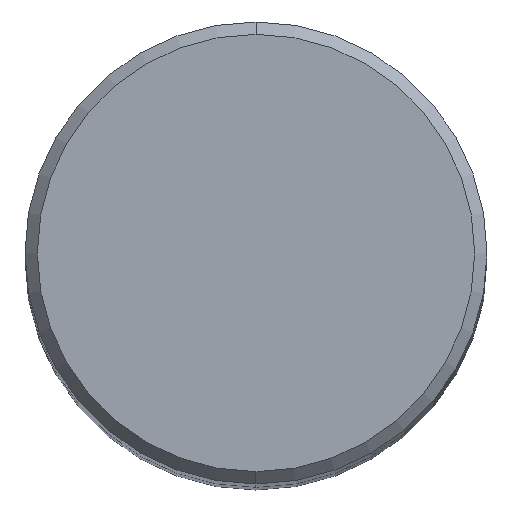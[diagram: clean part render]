
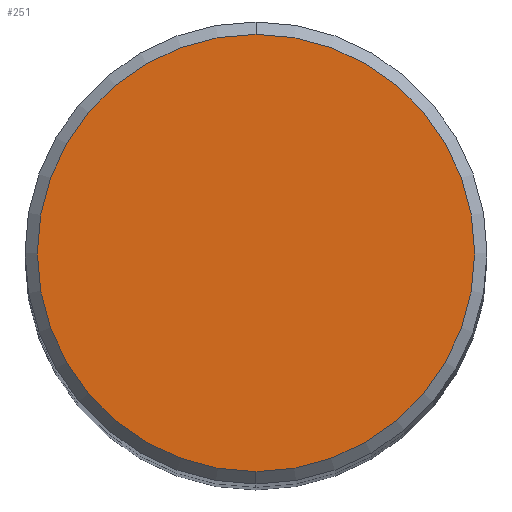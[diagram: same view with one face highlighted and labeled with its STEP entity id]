
A CAD part, top view. The second image highlights one B-rep face of the part: STEP entity #251.
In plain terms, the highlighted planar face has unit normal (0, 0, 1).
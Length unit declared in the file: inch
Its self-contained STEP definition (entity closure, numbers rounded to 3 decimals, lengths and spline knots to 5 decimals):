
#15 = VERTEX_POINT ( 'NONE', #324 ) ;
#34 = CARTESIAN_POINT ( 'NONE',  ( 0., 0.355, 0. ) ) ;
#42 = ORIENTED_EDGE ( 'NONE', *, *, #385, .T. ) ;
#71 = DIRECTION ( 'NONE',  ( 0., 0., -1. ) ) ;
#102 = DIRECTION ( 'NONE',  ( 0., -1., 0. ) ) ;
#103 = AXIS2_PLACEMENT_3D ( 'NONE', #305, #119, #353 ) ;
#119 = DIRECTION ( 'NONE',  ( 0., 0., 1. ) ) ;
#133 = CARTESIAN_POINT ( 'NONE',  ( 0., 0., 0. ) ) ;
#148 = PLANE ( 'NONE',  #409 ) ;
#153 = CIRCLE ( 'NONE', #343, 0.355 ) ;
#157 = FACE_OUTER_BOUND ( 'NONE', #240, .T. ) ;
#164 = DIRECTION ( 'NONE',  ( 0., 0., 1. ) ) ;
#207 = ORIENTED_EDGE ( 'NONE', *, *, #322, .T. ) ;
#240 = EDGE_LOOP ( 'NONE', ( #207, #42 ) ) ;
#251 = ADVANCED_FACE ( 'NONE', ( #157 ), #148, .F. ) ;
#272 = CIRCLE ( 'NONE', #103, 0.355 ) ;
#305 = CARTESIAN_POINT ( 'NONE',  ( 0., 0., 0. ) ) ;
#322 = EDGE_CURVE ( 'NONE', #15, #405, #272, .T. ) ;
#324 = CARTESIAN_POINT ( 'NONE',  ( 0., 0.355, 0. ) ) ;
#343 = AXIS2_PLACEMENT_3D ( 'NONE', #133, #164, #102 ) ;
#349 = DIRECTION ( 'NONE',  ( 0., 1., 0. ) ) ;
#353 = DIRECTION ( 'NONE',  ( 0., -1., 0. ) ) ;
#385 = EDGE_CURVE ( 'NONE', #405, #15, #153, .T. ) ;
#386 = CARTESIAN_POINT ( 'NONE',  ( 0., -0.355, 0. ) ) ;
#405 = VERTEX_POINT ( 'NONE', #386 ) ;
#409 = AXIS2_PLACEMENT_3D ( 'NONE', #34, #71, #349 ) ;
